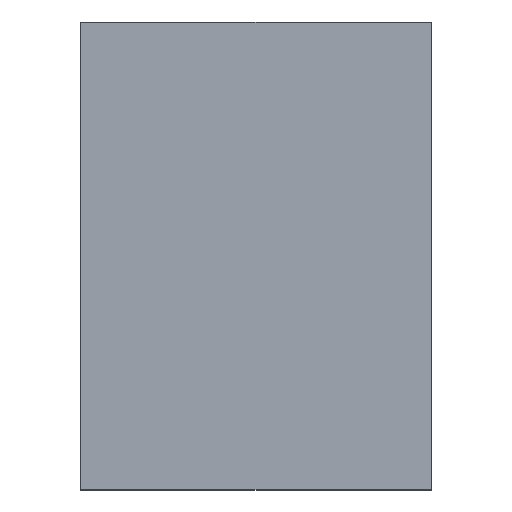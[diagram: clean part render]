
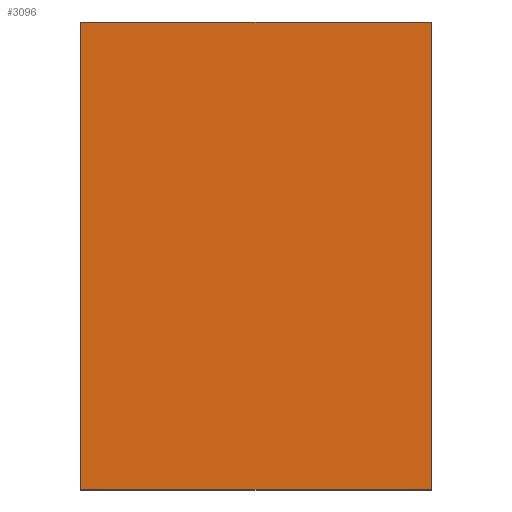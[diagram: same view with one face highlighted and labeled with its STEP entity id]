
A CAD part, top view. The second image highlights one B-rep face of the part: STEP entity #3096.
In plain terms, the highlighted face is planar.
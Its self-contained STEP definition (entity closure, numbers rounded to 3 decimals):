
#2348=DIRECTION('',(1.,0.,0.));
#2349=VECTOR('',#2348,1.5);
#2350=CARTESIAN_POINT('',(-0.75,0.975,1.));
#2351=LINE('',#2350,#2349);
#2355=DIRECTION('',(0.,0.,1.));
#2356=VECTOR('',#2355,2.);
#2357=CARTESIAN_POINT('',(-0.75,0.975,-1.));
#2358=LINE('',#2357,#2356);
#2362=DIRECTION('',(-1.,0.,0.));
#2363=VECTOR('',#2362,1.5);
#2364=CARTESIAN_POINT('',(0.75,0.975,-1.));
#2365=LINE('',#2364,#2363);
#2369=DIRECTION('',(0.,0.,-1.));
#2370=VECTOR('',#2369,2.);
#2371=CARTESIAN_POINT('',(0.75,0.975,1.));
#2372=LINE('',#2371,#2370);
#2492=CARTESIAN_POINT('',(-0.75,0.975,1.));
#2493=CARTESIAN_POINT('',(0.75,0.975,1.));
#2494=VERTEX_POINT('',#2492);
#2495=VERTEX_POINT('',#2493);
#2496=CARTESIAN_POINT('',(0.75,0.975,-1.));
#2497=VERTEX_POINT('',#2496);
#2498=CARTESIAN_POINT('',(-0.75,0.975,-1.));
#2499=VERTEX_POINT('',#2498);
#3085=CARTESIAN_POINT('',(0.,0.975,0.));
#3086=DIRECTION('',(0.,1.,0.));
#3087=DIRECTION('',(1.,0.,0.));
#3088=AXIS2_PLACEMENT_3D('',#3085,#3086,#3087);
#3089=PLANE('',#3088);
#3090=ORIENTED_EDGE('',*,*,#3079,.F.);
#3091=ORIENTED_EDGE('',*,*,#2762,.F.);
#3092=ORIENTED_EDGE('',*,*,#2812,.F.);
#3093=ORIENTED_EDGE('',*,*,#2851,.F.);
#3094=EDGE_LOOP('',(#3090,#3091,#3092,#3093));
#3095=FACE_OUTER_BOUND('',#3094,.F.);
#2762=EDGE_CURVE('',#2499,#2494,#2358,.T.);
#2812=EDGE_CURVE('',#2497,#2499,#2365,.T.);
#2851=EDGE_CURVE('',#2495,#2497,#2372,.T.);
#3079=EDGE_CURVE('',#2494,#2495,#2351,.T.);
#3096=ADVANCED_FACE('',(#3095),#3089,.T.);
